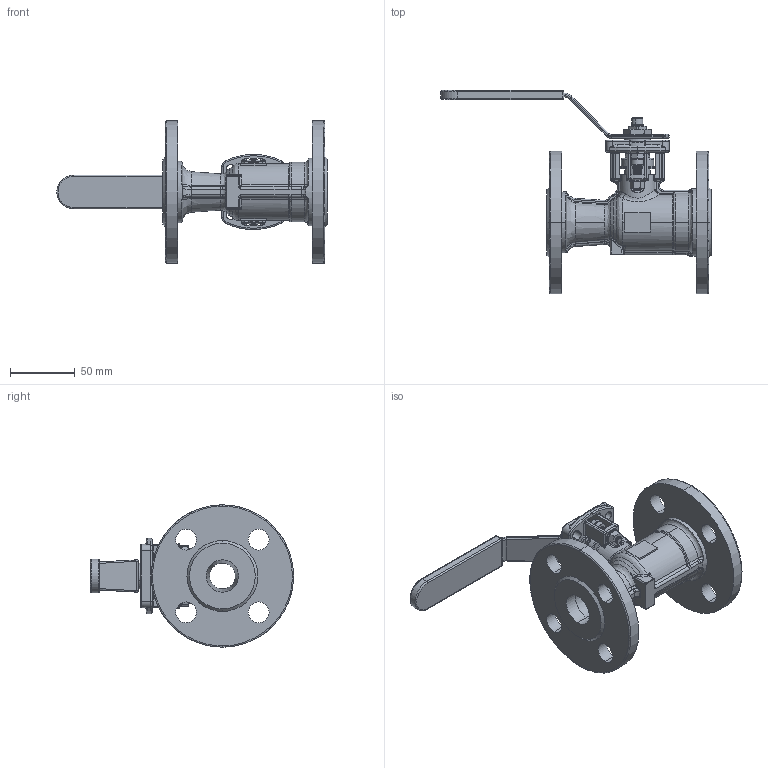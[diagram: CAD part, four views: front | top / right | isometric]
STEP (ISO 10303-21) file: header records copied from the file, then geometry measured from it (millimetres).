
FILE_DESCRIPTION (( 'STEP AP203' ), '1' );
FILE_NAME ('F9R-F1-0100_0.step', '2020-11-02T19:44:26', ( '' ), ( '' ), 'SwSTEP 2.0', 'SolidWorks 2019', '' );
FILE_SCHEMA (( 'CONFIG_CONTROL_DESIGN' ));
Length unit declared in the file: inch
Products named in the file (19): F9R-F1-0100 GLAND NUT; F9R-F1-0100 STEM EXTENSION; F9R-F1-0100 RETAINER; F9R-F1-0100 STOP PLATE; F9R-F1-0100 HANDLE NUT; F9R-F1-0100 GLAND FLANGE; F9R-F1-0100 GLAND; F9R-F1-0100 HANDLE SPACER; F9R-F1-0100 HANDLE COVER; F9R-F1-0100 STEM EXT SCREW; F9R-F1-0100 GLAND BOLT; F9R-F1-0100  STEM EXT WASHER; F9R-F1-0100 BODY; F9R-F1-0100 BELLEVILLE WASHER; F9R-F1-0100 HANDLE; F9R-F1-0100 GLAND LOCK WASHER; F9R-F1-0100 PACKING; F9R-F1-0100_0; F9R-F1-0100 STEM
Assembly tree (21 placements, depth 2):
  F9R-F1-0100_0
    F9R-F1-0100 STEM
    F9R-F1-0100 PACKING
    F9R-F1-0100 GLAND NUT  x2
    F9R-F1-0100 GLAND BOLT  x2
    F9R-F1-0100 BELLEVILLE WASHER
    F9R-F1-0100 GLAND FLANGE
    F9R-F1-0100 STOP PLATE
    F9R-F1-0100 HANDLE
    F9R-F1-0100 HANDLE SPACER
    F9R-F1-0100 HANDLE COVER
    F9R-F1-0100 HANDLE NUT
    F9R-F1-0100 RETAINER
    F9R-F1-0100 BODY
    F9R-F1-0100 STEM EXT SCREW
    F9R-F1-0100 STEM EXTENSION
    F9R-F1-0100 GLAND
    F9R-F1-0100  STEM EXT WASHER
    F9R-F1-0100 GLAND LOCK WASHER  x2
Bounding box: 209 x 157 x 110 mm (x, y, z)
Volume: 327105.3 mm3; surface area: 127752.5 mm2
Topology: 24 solids, 24 shells, 1377 faces, 3415 edges, 2047 vertices
Faces by surface type: cylinder 514, bspline 484, plane 326, cone 53
Entity records: 56738 total; most frequent: CARTESIAN_POINT 27661, ORIENTED_EDGE 6172, DIRECTION 4976, EDGE_CURVE 3086, AXIS2_PLACEMENT_3D 1903, VERTEX_POINT 1864, EDGE_LOOP 1366, ADVANCED_FACE 1278
